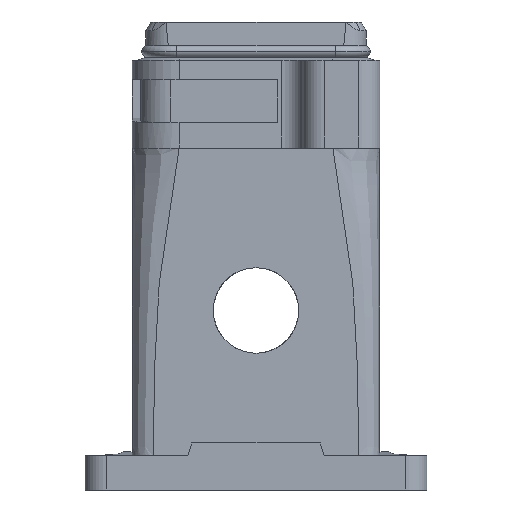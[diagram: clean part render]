
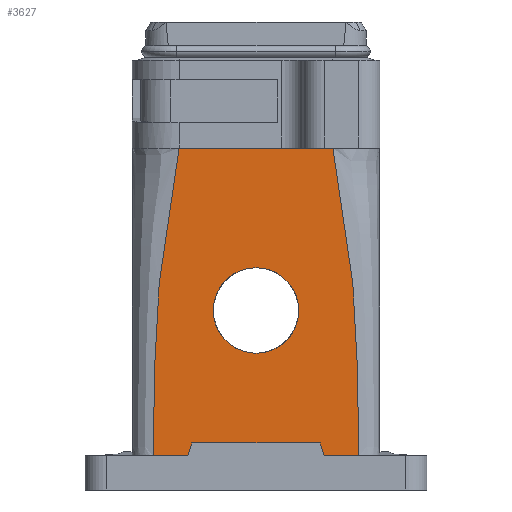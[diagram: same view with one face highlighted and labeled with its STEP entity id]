
A CAD part, front view. The second image highlights one B-rep face of the part: STEP entity #3627.
In plain terms, the highlighted planar face has unit normal (0, -1, 0).
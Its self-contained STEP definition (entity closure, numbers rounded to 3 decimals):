
#3318=AXIS2_PLACEMENT_3D('Circle Axis2P3D',#3316,#3317,$) ;
#3372=AXIS2_PLACEMENT_3D('Circle Axis2P3D',#3370,#3371,$) ;
#3533=AXIS2_PLACEMENT_3D('Plane Axis2P3D',#3530,#3531,#3532) ;
#2684=CARTESIAN_POINT('Vertex',(16.,29.5,8.)) ;
#2688=CARTESIAN_POINT('Control Point',(22.,29.5,80.)) ;
#2689=CARTESIAN_POINT('Control Point',(22.,29.5,79.692)) ;
#2690=CARTESIAN_POINT('Control Point',(22.,29.5,79.387)) ;
#2691=CARTESIAN_POINT('Control Point',(21.999,29.5,79.098)) ;
#2692=CARTESIAN_POINT('Control Point',(21.993,29.5,78.474)) ;
#2693=CARTESIAN_POINT('Control Point',(21.978,29.5,77.849)) ;
#2694=CARTESIAN_POINT('Control Point',(21.967,29.5,77.532)) ;
#2695=CARTESIAN_POINT('Control Point',(21.9,29.5,76.111)) ;
#2696=CARTESIAN_POINT('Control Point',(21.752,29.5,74.694)) ;
#2697=CARTESIAN_POINT('Control Point',(21.578,29.5,73.597)) ;
#2698=CARTESIAN_POINT('Control Point',(21.17,29.5,71.575)) ;
#2699=CARTESIAN_POINT('Control Point',(20.67,29.5,69.567)) ;
#2700=CARTESIAN_POINT('Control Point',(20.431,29.5,68.644)) ;
#2701=CARTESIAN_POINT('Control Point',(19.976,29.5,66.856)) ;
#2702=CARTESIAN_POINT('Control Point',(19.567,29.5,65.061)) ;
#2703=CARTESIAN_POINT('Control Point',(19.386,29.5,64.191)) ;
#2704=CARTESIAN_POINT('Control Point',(19.126,29.5,62.781)) ;
#2705=CARTESIAN_POINT('Control Point',(18.895,29.5,61.369)) ;
#2706=CARTESIAN_POINT('Control Point',(18.816,29.5,60.875)) ;
#2707=CARTESIAN_POINT('Control Point',(18.652,29.5,59.807)) ;
#2708=CARTESIAN_POINT('Control Point',(18.499,29.5,58.737)) ;
#2709=CARTESIAN_POINT('Control Point',(18.426,29.5,58.206)) ;
#2710=CARTESIAN_POINT('Control Point',(17.469,29.5,51.049)) ;
#2711=CARTESIAN_POINT('Control Point',(16.927,29.5,43.855)) ;
#2712=CARTESIAN_POINT('Control Point',(16.528,29.5,37.157)) ;
#2713=CARTESIAN_POINT('Control Point',(16.152,29.5,27.47)) ;
#2714=CARTESIAN_POINT('Control Point',(16.022,29.5,17.78)) ;
#2715=CARTESIAN_POINT('Control Point',(16.003,29.5,14.755)) ;
#2716=CARTESIAN_POINT('Control Point',(16.,29.5,11.607)) ;
#2717=CARTESIAN_POINT('Control Point',(16.,29.5,8.458)) ;
#2718=CARTESIAN_POINT('Control Point',(16.,29.5,8.322)) ;
#2719=CARTESIAN_POINT('Control Point',(16.,29.5,8.17)) ;
#2720=CARTESIAN_POINT('Control Point',(16.,29.5,8.)) ;
#2721=CARTESIAN_POINT('Vertex',(22.,29.499,80.)) ;
#3275=CARTESIAN_POINT('Vertex',(31.224,29.5,46.794)) ;
#3313=CARTESIAN_POINT('Vertex',(48.776,29.5,37.206)) ;
#3316=CARTESIAN_POINT('Axis2P3D Location',(40.,29.5,42.)) ;
#3370=CARTESIAN_POINT('Axis2P3D Location',(40.,29.5,42.)) ;
#3491=CARTESIAN_POINT('Vertex',(24.063,29.5,8.)) ;
#3494=CARTESIAN_POINT('Line Origine',(20.031,29.5,8.)) ;
#3530=CARTESIAN_POINT('Axis2P3D Location',(69.,29.5,8.)) ;
#3535=CARTESIAN_POINT('Line Origine',(24.531,29.5,9.5)) ;
#3539=CARTESIAN_POINT('Vertex',(25.,29.5,11.)) ;
#3542=CARTESIAN_POINT('Line Origine',(40.,29.5,11.)) ;
#3546=CARTESIAN_POINT('Vertex',(55.,29.5,11.)) ;
#3549=CARTESIAN_POINT('Line Origine',(55.469,29.5,9.5)) ;
#3553=CARTESIAN_POINT('Vertex',(55.938,29.5,8.)) ;
#3556=CARTESIAN_POINT('Line Origine',(59.969,29.5,8.)) ;
#3560=CARTESIAN_POINT('Vertex',(64.,29.5,8.)) ;
#3564=CARTESIAN_POINT('Control Point',(58.,29.5,80.)) ;
#3565=CARTESIAN_POINT('Control Point',(58.,29.5,79.692)) ;
#3566=CARTESIAN_POINT('Control Point',(58.,29.5,79.387)) ;
#3567=CARTESIAN_POINT('Control Point',(58.001,29.5,79.098)) ;
#3568=CARTESIAN_POINT('Control Point',(58.007,29.5,78.474)) ;
#3569=CARTESIAN_POINT('Control Point',(58.022,29.5,77.849)) ;
#3570=CARTESIAN_POINT('Control Point',(58.033,29.5,77.532)) ;
#3571=CARTESIAN_POINT('Control Point',(58.1,29.5,76.111)) ;
#3572=CARTESIAN_POINT('Control Point',(58.248,29.5,74.694)) ;
#3573=CARTESIAN_POINT('Control Point',(58.422,29.5,73.597)) ;
#3574=CARTESIAN_POINT('Control Point',(58.83,29.5,71.575)) ;
#3575=CARTESIAN_POINT('Control Point',(59.33,29.5,69.567)) ;
#3576=CARTESIAN_POINT('Control Point',(59.569,29.5,68.644)) ;
#3577=CARTESIAN_POINT('Control Point',(60.024,29.5,66.856)) ;
#3578=CARTESIAN_POINT('Control Point',(60.433,29.5,65.061)) ;
#3579=CARTESIAN_POINT('Control Point',(60.614,29.5,64.191)) ;
#3580=CARTESIAN_POINT('Control Point',(60.874,29.5,62.781)) ;
#3581=CARTESIAN_POINT('Control Point',(61.105,29.5,61.369)) ;
#3582=CARTESIAN_POINT('Control Point',(61.184,29.5,60.875)) ;
#3583=CARTESIAN_POINT('Control Point',(61.348,29.5,59.807)) ;
#3584=CARTESIAN_POINT('Control Point',(61.501,29.5,58.737)) ;
#3585=CARTESIAN_POINT('Control Point',(61.574,29.5,58.206)) ;
#3586=CARTESIAN_POINT('Control Point',(62.531,29.5,51.049)) ;
#3587=CARTESIAN_POINT('Control Point',(63.073,29.5,43.855)) ;
#3588=CARTESIAN_POINT('Control Point',(63.472,29.5,37.157)) ;
#3589=CARTESIAN_POINT('Control Point',(63.848,29.5,27.47)) ;
#3590=CARTESIAN_POINT('Control Point',(63.978,29.5,17.78)) ;
#3591=CARTESIAN_POINT('Control Point',(63.997,29.5,14.755)) ;
#3592=CARTESIAN_POINT('Control Point',(64.,29.5,11.607)) ;
#3593=CARTESIAN_POINT('Control Point',(64.,29.5,8.458)) ;
#3594=CARTESIAN_POINT('Control Point',(64.,29.5,8.322)) ;
#3595=CARTESIAN_POINT('Control Point',(64.,29.5,8.17)) ;
#3596=CARTESIAN_POINT('Control Point',(64.,29.5,8.)) ;
#3597=CARTESIAN_POINT('Vertex',(58.,29.5,80.)) ;
#3600=CARTESIAN_POINT('Line Origine',(52.,29.5,80.)) ;
#3604=CARTESIAN_POINT('Vertex',(46.,29.499,80.)) ;
#3607=CARTESIAN_POINT('Line Origine',(34.,29.5,80.)) ;
#3317=DIRECTION('Axis2P3D Direction',(-0.,1.,0.)) ;
#3371=DIRECTION('Axis2P3D Direction',(-0.,1.,0.)) ;
#3495=DIRECTION('Vector Direction',(-1.,0.,0.)) ;
#3531=DIRECTION('Axis2P3D Direction',(0.,1.,0.)) ;
#3532=DIRECTION('Axis2P3D XDirection',(-1.,0.,0.)) ;
#3536=DIRECTION('Vector Direction',(0.298,0.,0.954)) ;
#3543=DIRECTION('Vector Direction',(1.,0.,0.)) ;
#3550=DIRECTION('Vector Direction',(-0.298,0.,0.954)) ;
#3557=DIRECTION('Vector Direction',(-1.,0.,0.)) ;
#3601=DIRECTION('Vector Direction',(-1.,0.,0.)) ;
#3608=DIRECTION('Vector Direction',(-1.,0.,0.)) ;
#3496=VECTOR('Line Direction',#3495,1.) ;
#3537=VECTOR('Line Direction',#3536,1.) ;
#3544=VECTOR('Line Direction',#3543,1.) ;
#3551=VECTOR('Line Direction',#3550,1.) ;
#3558=VECTOR('Line Direction',#3557,1.) ;
#3602=VECTOR('Line Direction',#3601,1.) ;
#3609=VECTOR('Line Direction',#3608,1.) ;
#3613=ORIENTED_EDGE('',*,*,#2723,.F.) ;
#3614=ORIENTED_EDGE('',*,*,#3498,.T.) ;
#3615=ORIENTED_EDGE('',*,*,#3541,.T.) ;
#3616=ORIENTED_EDGE('',*,*,#3548,.T.) ;
#3617=ORIENTED_EDGE('',*,*,#3555,.F.) ;
#3618=ORIENTED_EDGE('',*,*,#3562,.T.) ;
#3619=ORIENTED_EDGE('',*,*,#3599,.T.) ;
#3620=ORIENTED_EDGE('',*,*,#3606,.F.) ;
#3621=ORIENTED_EDGE('',*,*,#3611,.F.) ;
#3624=ORIENTED_EDGE('',*,*,#3320,.T.) ;
#3625=ORIENTED_EDGE('',*,*,#3374,.T.) ;
#3626=FACE_BOUND('',#3623,.T.) ;
#3627=ADVANCED_FACE('Housing',(#3622,#3626),#3534,.F.) ;
#2687=B_SPLINE_CURVE_WITH_KNOTS('',5,(#2688,#2689,#2690,#2691,#2692,#2693,#2694,#2695,#2696,#2697,#2698,#2699,#2700,#2701,#2702,#2703,#2704,#2705,#2706,#2707,#2708,#2709,#2710,#2711,#2712,#2713,#2714,#2715,#2716,#2717,#2718,#2719,#2720),.UNSPECIFIED.,.F.,.U.,(6,3,3,3,3,3,3,3,3,3,6),(24.942,27.609,30.353,39.921,48.093,55.732,60.435,65.06,122.789,148.983,150.058),.UNSPECIFIED.) ;
#3563=B_SPLINE_CURVE_WITH_KNOTS('',5,(#3564,#3565,#3566,#3567,#3568,#3569,#3570,#3571,#3572,#3573,#3574,#3575,#3576,#3577,#3578,#3579,#3580,#3581,#3582,#3583,#3584,#3585,#3586,#3587,#3588,#3589,#3590,#3591,#3592,#3593,#3594,#3595,#3596),.UNSPECIFIED.,.F.,.U.,(6,3,3,3,3,3,3,3,3,3,6),(24.942,27.609,30.353,39.921,48.093,55.732,60.435,65.06,122.789,148.983,150.058),.UNSPECIFIED.) ;
#3319=CIRCLE('generated circle',#3318,10.) ;
#3373=CIRCLE('generated circle',#3372,10.) ;
#2723=EDGE_CURVE('',#2685,#2722,#2687,.F.) ;
#3320=EDGE_CURVE('',#3276,#3314,#3319,.T.) ;
#3374=EDGE_CURVE('',#3314,#3276,#3373,.T.) ;
#3498=EDGE_CURVE('',#2685,#3492,#3497,.F.) ;
#3541=EDGE_CURVE('',#3492,#3540,#3538,.T.) ;
#3548=EDGE_CURVE('',#3540,#3547,#3545,.T.) ;
#3555=EDGE_CURVE('',#3554,#3547,#3552,.T.) ;
#3562=EDGE_CURVE('',#3554,#3561,#3559,.F.) ;
#3599=EDGE_CURVE('',#3561,#3598,#3563,.F.) ;
#3606=EDGE_CURVE('',#3605,#3598,#3603,.F.) ;
#3611=EDGE_CURVE('',#2722,#3605,#3610,.F.) ;
#3612=EDGE_LOOP('',(#3613,#3614,#3615,#3616,#3617,#3618,#3619,#3620,#3621)) ;
#3623=EDGE_LOOP('',(#3624,#3625)) ;
#3622=FACE_OUTER_BOUND('',#3612,.T.) ;
#3497=LINE('Line',#3494,#3496) ;
#3538=LINE('Line',#3535,#3537) ;
#3545=LINE('Line',#3542,#3544) ;
#3552=LINE('Line',#3549,#3551) ;
#3559=LINE('Line',#3556,#3558) ;
#3603=LINE('Line',#3600,#3602) ;
#3610=LINE('Line',#3607,#3609) ;
#3534=PLANE('',#3533) ;
#2685=VERTEX_POINT('',#2684) ;
#2722=VERTEX_POINT('',#2721) ;
#3276=VERTEX_POINT('',#3275) ;
#3314=VERTEX_POINT('',#3313) ;
#3492=VERTEX_POINT('',#3491) ;
#3540=VERTEX_POINT('',#3539) ;
#3547=VERTEX_POINT('',#3546) ;
#3554=VERTEX_POINT('',#3553) ;
#3561=VERTEX_POINT('',#3560) ;
#3598=VERTEX_POINT('',#3597) ;
#3605=VERTEX_POINT('',#3604) ;
